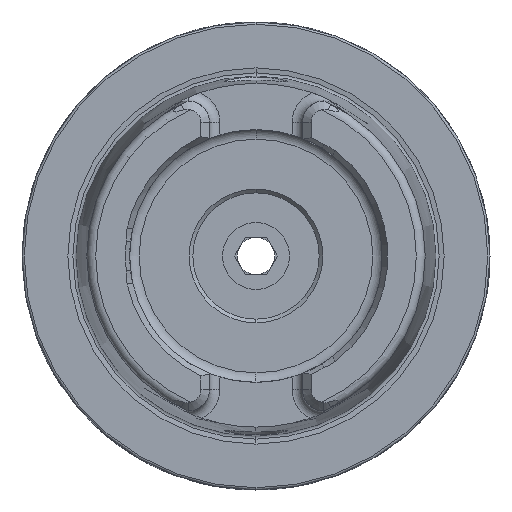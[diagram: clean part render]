
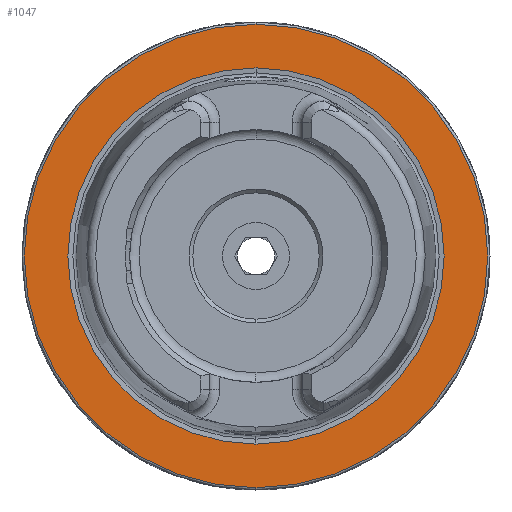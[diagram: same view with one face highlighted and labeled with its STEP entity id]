
A CAD part, left-side view. The second image highlights one B-rep face of the part: STEP entity #1047.
In plain terms, the highlighted planar face has unit normal (-1, 0, 0).
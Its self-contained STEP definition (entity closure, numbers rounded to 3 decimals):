
#365 = CARTESIAN_POINT ( 'NONE',  ( 0., 0., 0. ) ) ;
#366 = DIRECTION ( 'NONE',  ( -1., 0., 0. ) ) ;
#367 = DIRECTION ( 'NONE',  ( 0., 0., 1. ) ) ;
#524 = CARTESIAN_POINT ( 'NONE',  ( 0., 0., 0. ) ) ;
#525 = DIRECTION ( 'NONE',  ( -1., 0., 0. ) ) ;
#526 = DIRECTION ( 'NONE',  ( 0., 0., 1. ) ) ;
#1047 = ADVANCED_FACE ( 'NONE', ( #4463, #4469 ), #8238, .F. ) ;
#1289 = AXIS2_PLACEMENT_3D ( 'NONE', #2810, #2809, #2802 ) ;
#1291 = AXIS2_PLACEMENT_3D ( 'NONE', #2825, #2824, #2823 ) ;
#2802 = DIRECTION ( 'NONE',  ( 0., 0., 1. ) ) ;
#2809 = DIRECTION ( 'NONE',  ( -1., 0., 0. ) ) ;
#2810 = CARTESIAN_POINT ( 'NONE',  ( 0., 0., 0. ) ) ;
#2823 = DIRECTION ( 'NONE',  ( 0., 0., 1. ) ) ;
#2824 = DIRECTION ( 'NONE',  ( -1., 0., 0. ) ) ;
#2825 = CARTESIAN_POINT ( 'NONE',  ( 0., 0., 0. ) ) ;
#3149 = VERTEX_POINT ( 'NONE', #6271 ) ;
#3151 = VERTEX_POINT ( 'NONE', #6266 ) ;
#3186 = VERTEX_POINT ( 'NONE', #6165 ) ;
#4463 = FACE_BOUND ( 'NONE', #6103, .T. ) ;
#4469 = FACE_OUTER_BOUND ( 'NONE', #5951, .T. ) ;
#4652 = EDGE_CURVE ( 'NONE', #3149, #3151, #6979, .T. ) ;
#4654 = EDGE_CURVE ( 'NONE', #3186, #9893, #6976, .T. ) ;
#4712 = CIRCLE ( 'NONE', #6810, 31.2 ) ;
#4736 = CIRCLE ( 'NONE', #6819, 25.324 ) ;
#5127 = AXIS2_PLACEMENT_3D ( 'NONE', #8241, #8269, #8225 ) ;
#5767 = ORIENTED_EDGE ( 'NONE', *, *, #6351, .T. ) ;
#5775 = ORIENTED_EDGE ( 'NONE', *, *, #4652, .T. ) ;
#5936 = ORIENTED_EDGE ( 'NONE', *, *, #6330, .F. ) ;
#5951 = EDGE_LOOP ( 'NONE', ( #5767, #5775 ) ) ;
#6091 = ORIENTED_EDGE ( 'NONE', *, *, #4654, .F. ) ;
#6103 = EDGE_LOOP ( 'NONE', ( #6091, #5936 ) ) ;
#6165 = CARTESIAN_POINT ( 'NONE',  ( 0., 0., 25.324 ) ) ;
#6266 = CARTESIAN_POINT ( 'NONE',  ( 0., 0., 31.2 ) ) ;
#6271 = CARTESIAN_POINT ( 'NONE',  ( 0., 0., -31.2 ) ) ;
#6330 = EDGE_CURVE ( 'NONE', #9893, #3186, #4736, .T. ) ;
#6351 = EDGE_CURVE ( 'NONE', #3151, #3149, #4712, .T. ) ;
#6810 = AXIS2_PLACEMENT_3D ( 'NONE', #524, #525, #526 ) ;
#6819 = AXIS2_PLACEMENT_3D ( 'NONE', #365, #366, #367 ) ;
#6976 = CIRCLE ( 'NONE', #1289, 25.324 ) ;
#6979 = CIRCLE ( 'NONE', #1291, 31.2 ) ;
#8225 = DIRECTION ( 'NONE',  ( 0., 0., -1. ) ) ;
#8238 = PLANE ( 'NONE',  #5127 ) ;
#8241 = CARTESIAN_POINT ( 'NONE',  ( 0., 31.2, 0. ) ) ;
#8269 = DIRECTION ( 'NONE',  ( 1., 0., 0. ) ) ;
#8403 = CARTESIAN_POINT ( 'NONE',  ( 0., 0., -25.324 ) ) ;
#9893 = VERTEX_POINT ( 'NONE', #8403 ) ;
